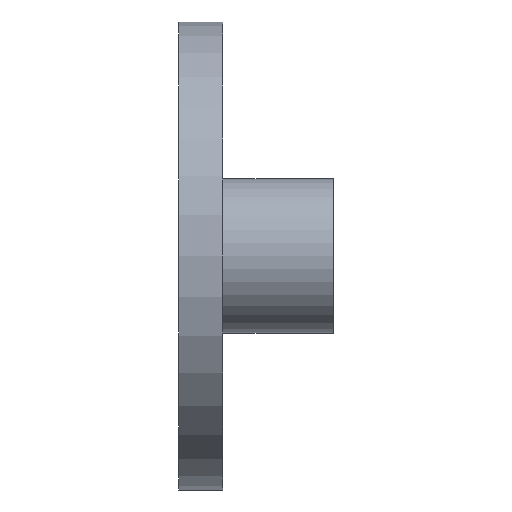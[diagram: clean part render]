
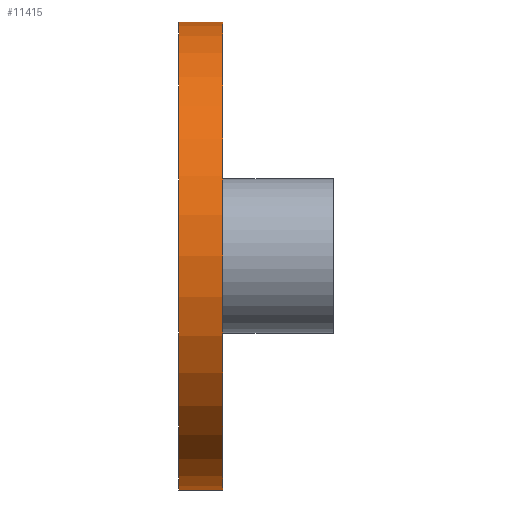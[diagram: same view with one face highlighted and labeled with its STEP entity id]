
A CAD part, left-side view. The second image highlights one B-rep face of the part: STEP entity #11415.
In plain terms, the highlighted cylindrical face has radius 21.2 mm (diameter 42.4 mm), a partial arc.
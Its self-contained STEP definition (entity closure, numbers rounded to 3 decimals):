
#70 = CARTESIAN_POINT ( 'NONE',  ( 0., 0., 21.2 ) ) ;
#257 = ORIENTED_EDGE ( 'NONE', *, *, #11207, .F. ) ;
#607 = DIRECTION ( 'NONE',  ( 0., -1., 0. ) ) ;
#682 = ORIENTED_EDGE ( 'NONE', *, *, #12335, .T. ) ;
#687 = DIRECTION ( 'NONE',  ( 0., 0., 1. ) ) ;
#1131 = ORIENTED_EDGE ( 'NONE', *, *, #14287, .T. ) ;
#1626 = LINE ( 'NONE', #2249, #15363 ) ;
#1882 = CARTESIAN_POINT ( 'NONE',  ( 0., 4., 0. ) ) ;
#2040 = VERTEX_POINT ( 'NONE', #3291 ) ;
#2249 = CARTESIAN_POINT ( 'NONE',  ( 0., 4., -21.2 ) ) ;
#2424 = DIRECTION ( 'NONE',  ( 0., -1., 0. ) ) ;
#3291 = CARTESIAN_POINT ( 'NONE',  ( 0., 0., -21.2 ) ) ;
#4489 = CARTESIAN_POINT ( 'NONE',  ( 0., 4., 21.2 ) ) ;
#4959 = DIRECTION ( 'NONE',  ( 0., 1., 0. ) ) ;
#5232 = CARTESIAN_POINT ( 'NONE',  ( 0., 4., 0. ) ) ;
#5281 = VERTEX_POINT ( 'NONE', #15530 ) ;
#5794 = CIRCLE ( 'NONE', #10924, 21.2 ) ;
#5993 = CYLINDRICAL_SURFACE ( 'NONE', #16856, 21.2 ) ;
#7370 = DIRECTION ( 'NONE',  ( 0., 1., 0. ) ) ;
#7431 = DIRECTION ( 'NONE',  ( 0., 0., 1. ) ) ;
#8251 = VERTEX_POINT ( 'NONE', #12022 ) ;
#9440 = VECTOR ( 'NONE', #607, 1000. ) ;
#10251 = LINE ( 'NONE', #4489, #9440 ) ;
#10456 = DIRECTION ( 'NONE',  ( 0., 0., -1. ) ) ;
#10924 = AXIS2_PLACEMENT_3D ( 'NONE', #1882, #7370, #7431 ) ;
#11207 = EDGE_CURVE ( 'NONE', #8251, #5281, #5794, .T. ) ;
#11415 = ADVANCED_FACE ( 'NONE', ( #15381 ), #5993, .T. ) ;
#12022 = CARTESIAN_POINT ( 'NONE',  ( 0., 4., -21.2 ) ) ;
#12335 = EDGE_CURVE ( 'NONE', #8251, #2040, #1626, .T. ) ;
#12346 = AXIS2_PLACEMENT_3D ( 'NONE', #13947, #4959, #687 ) ;
#13947 = CARTESIAN_POINT ( 'NONE',  ( 0., 0., 0. ) ) ;
#14287 = EDGE_CURVE ( 'NONE', #2040, #16597, #14835, .T. ) ;
#14835 = CIRCLE ( 'NONE', #12346, 21.2 ) ;
#15158 = EDGE_CURVE ( 'NONE', #5281, #16597, #10251, .T. ) ;
#15335 = EDGE_LOOP ( 'NONE', ( #16144, #257, #682, #1131 ) ) ;
#15363 = VECTOR ( 'NONE', #15557, 1000. ) ;
#15381 = FACE_OUTER_BOUND ( 'NONE', #15335, .T. ) ;
#15530 = CARTESIAN_POINT ( 'NONE',  ( 0., 4., 21.2 ) ) ;
#15557 = DIRECTION ( 'NONE',  ( 0., -1., 0. ) ) ;
#16144 = ORIENTED_EDGE ( 'NONE', *, *, #15158, .F. ) ;
#16597 = VERTEX_POINT ( 'NONE', #70 ) ;
#16856 = AXIS2_PLACEMENT_3D ( 'NONE', #5232, #2424, #10456 ) ;
